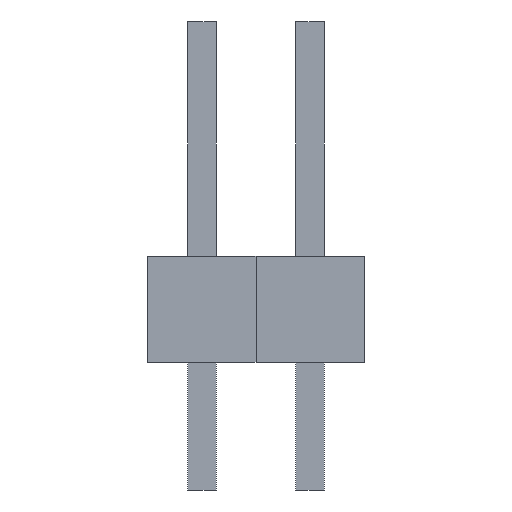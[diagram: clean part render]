
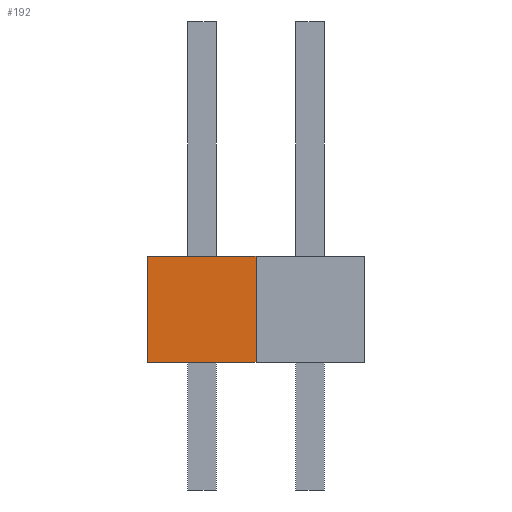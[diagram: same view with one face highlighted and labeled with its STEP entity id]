
A CAD part, front view. The second image highlights one B-rep face of the part: STEP entity #192.
In plain terms, the highlighted planar face has unit normal (0, -1, 0).
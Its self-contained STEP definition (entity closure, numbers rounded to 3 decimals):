
#13=DIRECTION('',(0.,0.,1.));
#14=DIRECTION('',(1.,0.,0.));
#143=EDGE_CURVE('',#144,#146,#148,.T.);
#144=VERTEX_POINT('',#145);
#145=CARTESIAN_POINT('',(-1.27,-1.271,0.));
#146=VERTEX_POINT('',#147);
#147=CARTESIAN_POINT('',(-1.27,-1.271,2.5));
#148=LINE('',#145,#149);
#149=VECTOR('',#13,1.);
#156=DIRECTION('',(0.,1.,0.));
#170=ORIENTED_EDGE('',*,*,#171,.F.);
#171=EDGE_CURVE('',#172,#174,#176,.T.);
#172=VERTEX_POINT('',#173);
#173=CARTESIAN_POINT('',(1.27,-1.271,0.));
#174=VERTEX_POINT('',#175);
#175=CARTESIAN_POINT('',(1.27,-1.271,2.5));
#176=LINE('',#173,#149);
#192=ADVANCED_FACE('',(#193),#203,.F.);
#193=FACE_BOUND('',#194,.F.);
#194=EDGE_LOOP('',(#195,#199,#200,#170));
#195=ORIENTED_EDGE('',*,*,#196,.F.);
#196=EDGE_CURVE('',#144,#172,#197,.T.);
#197=LINE('',#145,#198);
#198=VECTOR('',#14,1.);
#199=ORIENTED_EDGE('',*,*,#143,.T.);
#200=ORIENTED_EDGE('',*,*,#201,.T.);
#201=EDGE_CURVE('',#146,#174,#202,.T.);
#202=LINE('',#147,#198);
#203=PLANE('',#204);
#204=AXIS2_PLACEMENT_3D('',#145,#156,#13);
